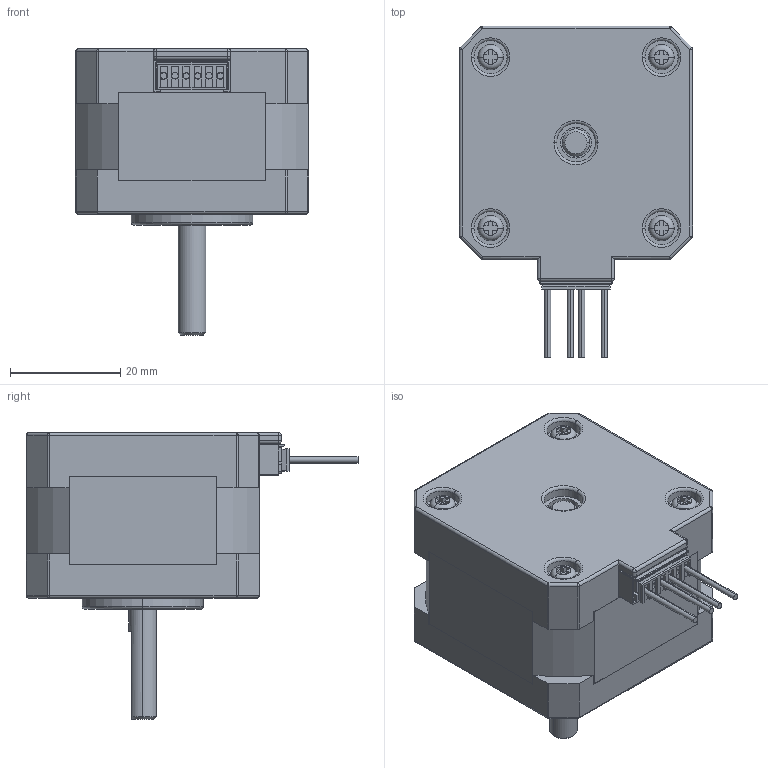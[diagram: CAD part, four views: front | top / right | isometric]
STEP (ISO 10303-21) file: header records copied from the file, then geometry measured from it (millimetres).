
FILE_DESCRIPTION (( 'STEP AP214' ), '1' );
FILE_NAME ('17HE12-1204S.STEP', '2022-09-06T06:52:02', ( '' ), ( '' ), 'SwSTEP 2.0', 'SolidWorks 2016', '' );
FILE_SCHEMA (( 'AUTOMOTIVE_DESIGN' ));
Length unit declared in the file: millimetre
Products named in the file (1): 17HE12-1204S
Bounding box: 42.32 x 60.21 x 52 mm (x, y, z)
Volume: 53045.9 mm3; surface area: 10520.1 mm2
Topology: 1 solids, 1 shells, 432 faces, 1104 edges, 683 vertices
Faces by surface type: plane 241, cylinder 135, torus 22, sphere 21, cone 13
Entity records: 14820 total; most frequent: CARTESIAN_POINT 2485, DIRECTION 2198, ORIENTED_EDGE 2166, EDGE_CURVE 1083, AXIS2_PLACEMENT_3D 774, VERTEX_POINT 683, VECTOR 650, LINE 650
